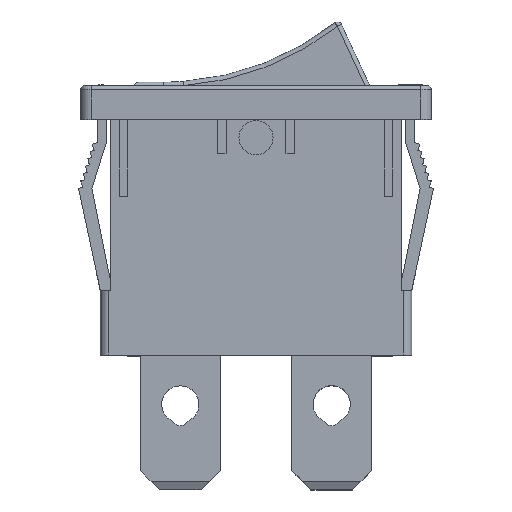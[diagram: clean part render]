
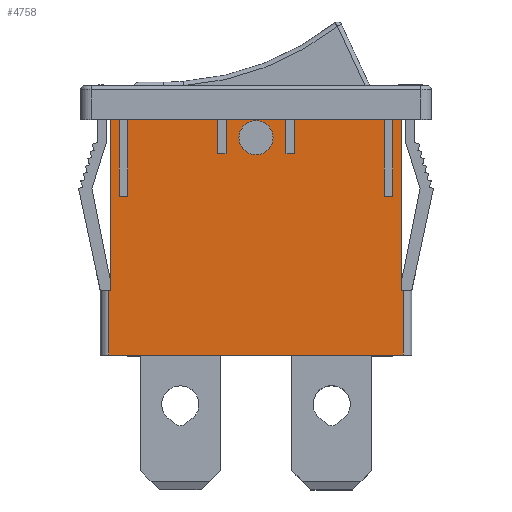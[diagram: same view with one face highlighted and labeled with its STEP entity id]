
A CAD part, top view. The second image highlights one B-rep face of the part: STEP entity #4758.
In plain terms, the highlighted planar face has unit normal (0, 0, 1).
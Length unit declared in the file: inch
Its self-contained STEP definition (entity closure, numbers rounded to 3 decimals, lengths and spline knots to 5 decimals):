
#104=CIRCLE('',#5036,0.04);
#130=FACE_BOUND('',#675,.T.);
#412=FACE_OUTER_BOUND('',#674,.T.);
#674=EDGE_LOOP('',(#3737,#3738,#3739,#3740,#3741,#3742,#3743,#3744,#3745,
#3746,#3747,#3748,#3749,#3750,#3751,#3752,#3753,#3754,#3755,#3756,#3757,
#3758,#3759,#3760));
#675=EDGE_LOOP('',(#3761));
#890=LINE('',#6921,#1404);
#1050=LINE('',#7572,#1564);
#1054=LINE('',#7580,#1568);
#1058=LINE('',#7588,#1572);
#1062=LINE('',#7596,#1576);
#1066=LINE('',#7604,#1580);
#1080=LINE('',#7636,#1594);
#1082=LINE('',#7640,#1596);
#1083=LINE('',#7641,#1597);
#1084=LINE('',#7643,#1598);
#1085=LINE('',#7645,#1599);
#1086=LINE('',#7646,#1600);
#1087=LINE('',#7648,#1601);
#1088=LINE('',#7650,#1602);
#1089=LINE('',#7651,#1603);
#1090=LINE('',#7653,#1604);
#1091=LINE('',#7655,#1605);
#1092=LINE('',#7656,#1606);
#1093=LINE('',#7658,#1607);
#1094=LINE('',#7660,#1608);
#1095=LINE('',#7661,#1609);
#1096=LINE('',#7663,#1610);
#1097=LINE('',#7665,#1611);
#1098=LINE('',#7666,#1612);
#1404=VECTOR('',#5334,0.3937);
#1564=VECTOR('',#5744,0.3937);
#1568=VECTOR('',#5748,0.3937);
#1572=VECTOR('',#5752,0.3937);
#1576=VECTOR('',#5756,0.3937);
#1580=VECTOR('',#5760,0.3937);
#1594=VECTOR('',#5784,0.3937);
#1596=VECTOR('',#5788,0.3937);
#1597=VECTOR('',#5789,0.3937);
#1598=VECTOR('',#5790,0.3937);
#1599=VECTOR('',#5791,0.3937);
#1600=VECTOR('',#5792,0.3937);
#1601=VECTOR('',#5793,0.3937);
#1602=VECTOR('',#5794,0.3937);
#1603=VECTOR('',#5795,0.3937);
#1604=VECTOR('',#5796,0.3937);
#1605=VECTOR('',#5797,0.3937);
#1606=VECTOR('',#5798,0.3937);
#1607=VECTOR('',#5799,0.3937);
#1608=VECTOR('',#5800,0.3937);
#1609=VECTOR('',#5801,0.3937);
#1610=VECTOR('',#5802,0.3937);
#1611=VECTOR('',#5803,0.3937);
#1612=VECTOR('',#5804,0.3937);
#1914=VERTEX_POINT('',#6917);
#1916=VERTEX_POINT('',#6920);
#2077=VERTEX_POINT('',#7569);
#2078=VERTEX_POINT('',#7571);
#2081=VERTEX_POINT('',#7577);
#2082=VERTEX_POINT('',#7579);
#2085=VERTEX_POINT('',#7585);
#2086=VERTEX_POINT('',#7587);
#2089=VERTEX_POINT('',#7593);
#2090=VERTEX_POINT('',#7595);
#2093=VERTEX_POINT('',#7601);
#2094=VERTEX_POINT('',#7603);
#2107=VERTEX_POINT('',#7634);
#2108=VERTEX_POINT('',#7639);
#2109=VERTEX_POINT('',#7642);
#2110=VERTEX_POINT('',#7644);
#2111=VERTEX_POINT('',#7647);
#2112=VERTEX_POINT('',#7649);
#2113=VERTEX_POINT('',#7652);
#2114=VERTEX_POINT('',#7654);
#2115=VERTEX_POINT('',#7657);
#2116=VERTEX_POINT('',#7659);
#2117=VERTEX_POINT('',#7662);
#2118=VERTEX_POINT('',#7664);
#2119=VERTEX_POINT('',#7667);
#2409=EDGE_CURVE('',#1914,#1916,#890,.T.);
#2648=EDGE_CURVE('',#2078,#2077,#1050,.T.);
#2652=EDGE_CURVE('',#2082,#2081,#1054,.T.);
#2656=EDGE_CURVE('',#2086,#2085,#1058,.T.);
#2660=EDGE_CURVE('',#2090,#2089,#1062,.T.);
#2664=EDGE_CURVE('',#2094,#2093,#1066,.T.);
#2679=EDGE_CURVE('',#2107,#1914,#1080,.T.);
#2681=EDGE_CURVE('',#2108,#2107,#1082,.T.);
#2682=EDGE_CURVE('',#2108,#2094,#1083,.T.);
#2683=EDGE_CURVE('',#2093,#2109,#1084,.T.);
#2684=EDGE_CURVE('',#2109,#2110,#1085,.T.);
#2685=EDGE_CURVE('',#2110,#2090,#1086,.T.);
#2686=EDGE_CURVE('',#2089,#2111,#1087,.T.);
#2687=EDGE_CURVE('',#2111,#2112,#1088,.T.);
#2688=EDGE_CURVE('',#2112,#2086,#1089,.T.);
#2689=EDGE_CURVE('',#2085,#2113,#1090,.T.);
#2690=EDGE_CURVE('',#2113,#2114,#1091,.T.);
#2691=EDGE_CURVE('',#2114,#2082,#1092,.T.);
#2692=EDGE_CURVE('',#2081,#2115,#1093,.T.);
#2693=EDGE_CURVE('',#2115,#2116,#1094,.T.);
#2694=EDGE_CURVE('',#2116,#2078,#1095,.T.);
#2695=EDGE_CURVE('',#2077,#2117,#1096,.T.);
#2696=EDGE_CURVE('',#2117,#2118,#1097,.T.);
#2697=EDGE_CURVE('',#1916,#2118,#1098,.T.);
#2698=EDGE_CURVE('',#2119,#2119,#104,.T.);
#3737=ORIENTED_EDGE('',*,*,#2679,.F.);
#3738=ORIENTED_EDGE('',*,*,#2681,.F.);
#3739=ORIENTED_EDGE('',*,*,#2682,.T.);
#3740=ORIENTED_EDGE('',*,*,#2664,.T.);
#3741=ORIENTED_EDGE('',*,*,#2683,.T.);
#3742=ORIENTED_EDGE('',*,*,#2684,.T.);
#3743=ORIENTED_EDGE('',*,*,#2685,.T.);
#3744=ORIENTED_EDGE('',*,*,#2660,.T.);
#3745=ORIENTED_EDGE('',*,*,#2686,.T.);
#3746=ORIENTED_EDGE('',*,*,#2687,.T.);
#3747=ORIENTED_EDGE('',*,*,#2688,.T.);
#3748=ORIENTED_EDGE('',*,*,#2656,.T.);
#3749=ORIENTED_EDGE('',*,*,#2689,.T.);
#3750=ORIENTED_EDGE('',*,*,#2690,.T.);
#3751=ORIENTED_EDGE('',*,*,#2691,.T.);
#3752=ORIENTED_EDGE('',*,*,#2652,.T.);
#3753=ORIENTED_EDGE('',*,*,#2692,.T.);
#3754=ORIENTED_EDGE('',*,*,#2693,.T.);
#3755=ORIENTED_EDGE('',*,*,#2694,.T.);
#3756=ORIENTED_EDGE('',*,*,#2648,.T.);
#3757=ORIENTED_EDGE('',*,*,#2695,.T.);
#3758=ORIENTED_EDGE('',*,*,#2696,.T.);
#3759=ORIENTED_EDGE('',*,*,#2697,.F.);
#3760=ORIENTED_EDGE('',*,*,#2409,.F.);
#3761=ORIENTED_EDGE('',*,*,#2698,.T.);
#4278=PLANE('',#5035);
#4758=ADVANCED_FACE('',(#412,#130),#4278,.T.);
#5035=AXIS2_PLACEMENT_3D('',#7638,#5786,#5787);
#5036=AXIS2_PLACEMENT_3D('',#7668,#5805,#5806);
#5334=DIRECTION('',(-1.,0.,0.));
#5744=DIRECTION('',(-1.,0.,0.));
#5748=DIRECTION('',(-1.,0.,0.));
#5752=DIRECTION('',(-1.,0.,0.));
#5756=DIRECTION('',(-1.,0.,0.));
#5760=DIRECTION('',(-1.,0.,0.));
#5784=DIRECTION('',(0.,-1.,0.));
#5786=DIRECTION('center_axis',(0.,0.,1.));
#5787=DIRECTION('ref_axis',(1.,0.,0.));
#5788=DIRECTION('',(1.,0.,0.));
#5789=DIRECTION('',(0.,1.,0.));
#5790=DIRECTION('',(0.,-1.,0.));
#5791=DIRECTION('',(-1.,0.,0.));
#5792=DIRECTION('',(0.,1.,0.));
#5793=DIRECTION('',(0.,-1.,0.));
#5794=DIRECTION('',(-1.,0.,0.));
#5795=DIRECTION('',(0.,1.,0.));
#5796=DIRECTION('',(0.,-1.,0.));
#5797=DIRECTION('',(-1.,0.,0.));
#5798=DIRECTION('',(0.,1.,0.));
#5799=DIRECTION('',(0.,-1.,0.));
#5800=DIRECTION('',(-1.,0.,0.));
#5801=DIRECTION('',(0.,1.,0.));
#5802=DIRECTION('',(0.,-1.,0.));
#5803=DIRECTION('',(-1.,0.,0.));
#5804=DIRECTION('',(0.,1.,0.));
#5805=DIRECTION('center_axis',(0.,0.,-1.));
#5806=DIRECTION('ref_axis',(1.,0.,0.));
#6917=CARTESIAN_POINT('',(0.15592,-0.06476,0.2435));
#6920=CARTESIAN_POINT('',(-0.53208,-0.06476,0.2435));
#6921=CARTESIAN_POINT('',(-0.52808,-0.06476,0.2435));
#7569=CARTESIAN_POINT('',(-0.52808,0.48624,0.2435));
#7571=CARTESIAN_POINT('',(-0.50808,0.48624,0.2435));
#7572=CARTESIAN_POINT('',(0.15192,0.48624,0.2435));
#7577=CARTESIAN_POINT('',(-0.48808,0.48624,0.2435));
#7579=CARTESIAN_POINT('',(-0.27808,0.48624,0.2435));
#7580=CARTESIAN_POINT('',(0.15192,0.48624,0.2435));
#7585=CARTESIAN_POINT('',(-0.25808,0.48624,0.2435));
#7587=CARTESIAN_POINT('',(-0.11808,0.48624,0.2435));
#7588=CARTESIAN_POINT('',(0.15192,0.48624,0.2435));
#7593=CARTESIAN_POINT('',(-0.09808,0.48624,0.2435));
#7595=CARTESIAN_POINT('',(0.11192,0.48624,0.2435));
#7596=CARTESIAN_POINT('',(0.15192,0.48624,0.2435));
#7601=CARTESIAN_POINT('',(0.13192,0.48624,0.2435));
#7603=CARTESIAN_POINT('',(0.15192,0.48624,0.2435));
#7604=CARTESIAN_POINT('',(0.15192,0.48624,0.2435));
#7634=CARTESIAN_POINT('',(0.15592,0.08524,0.2435));
#7636=CARTESIAN_POINT('',(0.15592,0.07299,0.2435));
#7638=CARTESIAN_POINT('Origin',(-0.18808,0.21074,0.2435));
#7639=CARTESIAN_POINT('',(0.15192,0.08524,0.2435));
#7640=CARTESIAN_POINT('',(0.15192,0.08524,0.2435));
#7641=CARTESIAN_POINT('',(0.15192,-0.06476,0.2435));
#7642=CARTESIAN_POINT('',(0.13192,0.30624,0.2435));
#7643=CARTESIAN_POINT('',(0.13192,0.25849,0.2435));
#7644=CARTESIAN_POINT('',(0.11192,0.30624,0.2435));
#7645=CARTESIAN_POINT('',(-0.03808,0.30624,0.2435));
#7646=CARTESIAN_POINT('',(0.11192,0.34849,0.2435));
#7647=CARTESIAN_POINT('',(-0.09808,0.40624,0.2435));
#7648=CARTESIAN_POINT('',(-0.09808,0.30849,0.2435));
#7649=CARTESIAN_POINT('',(-0.11808,0.40624,0.2435));
#7650=CARTESIAN_POINT('',(-0.15308,0.40624,0.2435));
#7651=CARTESIAN_POINT('',(-0.11808,0.34849,0.2435));
#7652=CARTESIAN_POINT('',(-0.25808,0.40624,0.2435));
#7653=CARTESIAN_POINT('',(-0.25808,0.30849,0.2435));
#7654=CARTESIAN_POINT('',(-0.27808,0.40624,0.2435));
#7655=CARTESIAN_POINT('',(-0.23308,0.40624,0.2435));
#7656=CARTESIAN_POINT('',(-0.27808,0.34849,0.2435));
#7657=CARTESIAN_POINT('',(-0.48808,0.30624,0.2435));
#7658=CARTESIAN_POINT('',(-0.48808,0.25849,0.2435));
#7659=CARTESIAN_POINT('',(-0.50808,0.30624,0.2435));
#7660=CARTESIAN_POINT('',(-0.34808,0.30624,0.2435));
#7661=CARTESIAN_POINT('',(-0.50808,0.34849,0.2435));
#7662=CARTESIAN_POINT('',(-0.52808,0.08524,0.2435));
#7663=CARTESIAN_POINT('',(-0.52808,0.48624,0.2435));
#7664=CARTESIAN_POINT('',(-0.53208,0.08524,0.2435));
#7665=CARTESIAN_POINT('',(-0.52808,0.08524,0.2435));
#7666=CARTESIAN_POINT('',(-0.53208,0.14799,0.2435));
#7667=CARTESIAN_POINT('',(-0.22808,0.44324,0.2435));
#7668=CARTESIAN_POINT('Origin',(-0.18808,0.44324,0.2435));
